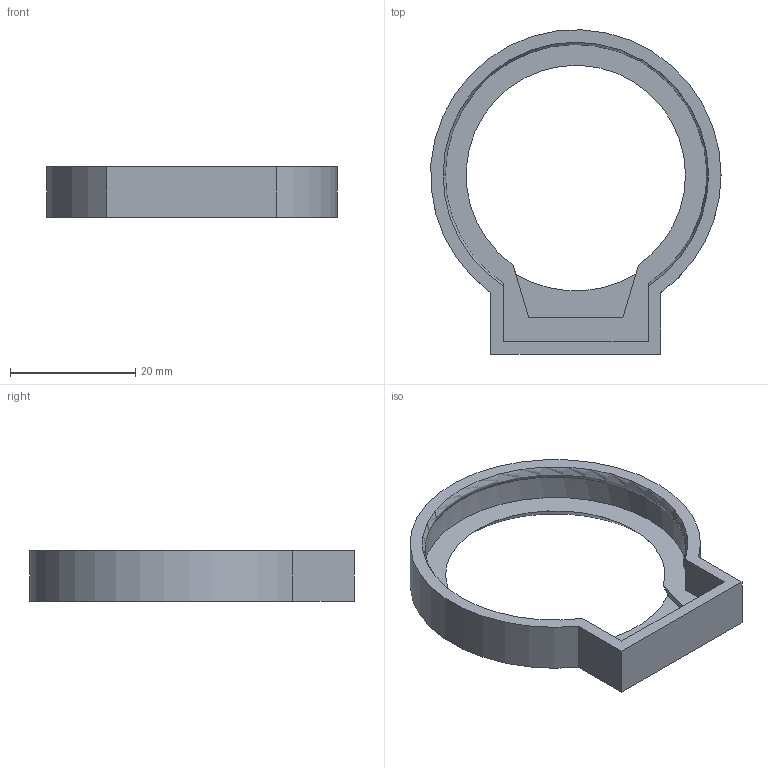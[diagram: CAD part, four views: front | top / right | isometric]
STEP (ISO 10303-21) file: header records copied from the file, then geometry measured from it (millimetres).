
FILE_DESCRIPTION(('FreeCAD Model'),'2;1');
FILE_NAME('Open CASCADE Shape Model','2025-01-08T17:46:18',('Author'),( ''),'Open CASCADE STEP processor 7.8','FreeCAD','Unknown');
FILE_SCHEMA(('AUTOMOTIVE_DESIGN { 1 0 10303 214 1 1 1 1 }'));
Length unit declared in the file: millimetre
Products named in the file (1): BodyLid
Bounding box: 46.28 x 51.74 x 8 mm (x, y, z)
Volume: 3430.4 mm3; surface area: 4117.1 mm2
Topology: 1 solids, 1 shells, 19 faces, 53 edges, 37 vertices
Faces by surface type: plane 13, cylinder 3, torus 2, cone 1
Entity records: 699 total; most frequent: CARTESIAN_POINT 160, DIRECTION 111, ORIENTED_EDGE 106, EDGE_CURVE 53, AXIS2_PLACEMENT_3D 40, VERTEX_POINT 37, LINE 31, VECTOR 31
